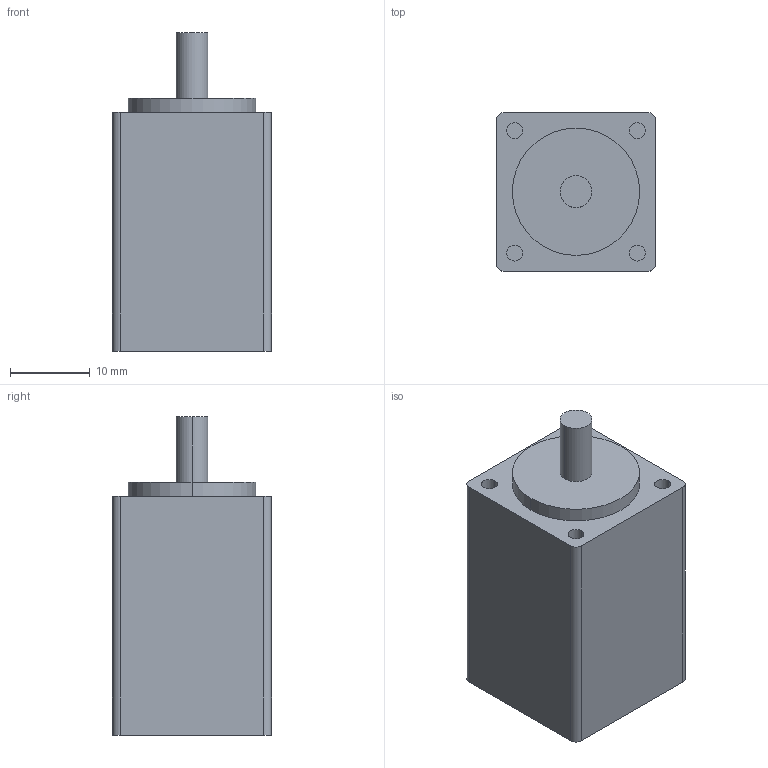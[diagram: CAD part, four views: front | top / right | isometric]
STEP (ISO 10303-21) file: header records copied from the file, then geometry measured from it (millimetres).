
FILE_DESCRIPTION (( 'STEP AP203' ), '1' );
FILE_NAME ('Nema8 Stepperi (banggood.com)_Default_sldprt.STEP', '2025-10-23T01:46:15', ( '' ), ( '' ), 'SwSTEP 2.0', 'SolidWorks 2024', '' );
FILE_SCHEMA (( 'CONFIG_CONTROL_DESIGN' ));
Length unit declared in the file: millimetre
Products named in the file (1): Nema8 Stepperi (banggood.com)_Default_sldprt
Bounding box: 20 x 20 x 40 mm (x, y, z)
Volume: 12401.5 mm3; surface area: 3415.7 mm2
Topology: 1 solids, 1 shells, 28 faces, 60 edges, 40 vertices
Faces by surface type: cylinder 16, plane 12
Entity records: 853 total; most frequent: DIRECTION 150, CARTESIAN_POINT 129, ORIENTED_EDGE 120, AXIS2_PLACEMENT_3D 61, EDGE_CURVE 60, VERTEX_POINT 40, EDGE_LOOP 34, CIRCLE 32
